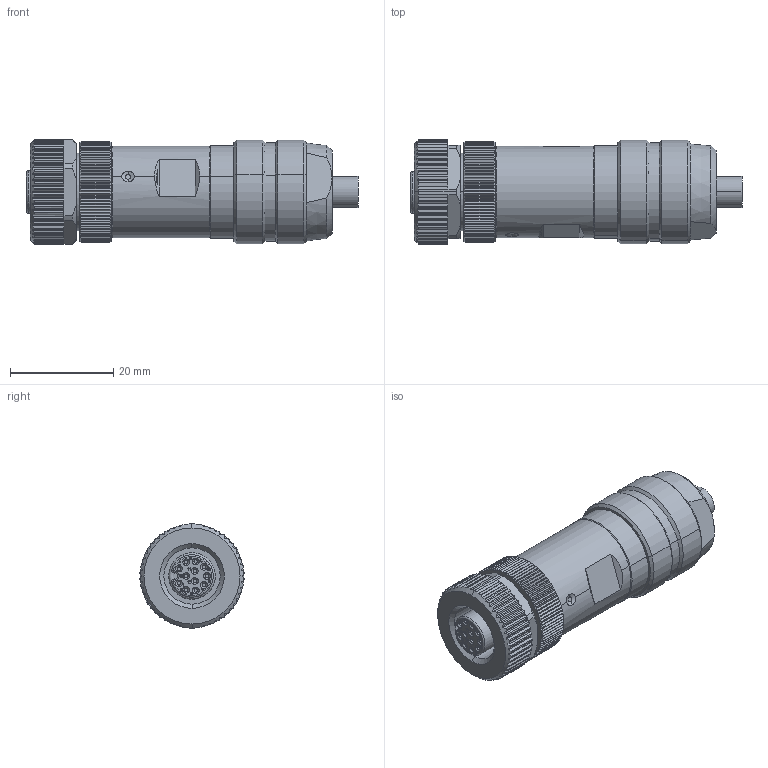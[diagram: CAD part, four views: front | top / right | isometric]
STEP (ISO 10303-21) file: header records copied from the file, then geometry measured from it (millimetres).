
FILE_DESCRIPTION (( 'STEP AP203' ), '1' );
FILE_NAME ('99_1492_914_12_Default_sldprt.STEP', '2023-04-20T12:24:09', ( '' ), ( '' ), 'SwSTEP 2.0', 'SolidWorks 2021', '' );
FILE_SCHEMA (( 'CONFIG_CONTROL_DESIGN' ));
Length unit declared in the file: millimetre
Products named in the file (1): 99_1492_914_12_Default_sldprt
Bounding box: 64.25 x 20.16 x 20.2 mm (x, y, z)
Volume: 15632.2 mm3; surface area: 5587.3 mm2
Topology: 1 solids, 1 shells, 1044 faces, 2497 edges, 1515 vertices
Faces by surface type: plane 414, cylinder 283, cone 243, bspline 77, torus 23, sphere 4
Entity records: 33412 total; most frequent: CARTESIAN_POINT 10613, ORIENTED_EDGE 4990, DIRECTION 4331, EDGE_CURVE 2495, AXIS2_PLACEMENT_3D 1725, VERTEX_POINT 1515, EDGE_LOOP 1106, FACE_OUTER_BOUND 1044
